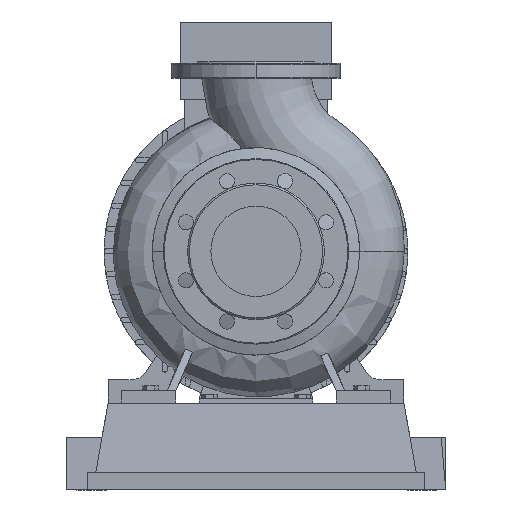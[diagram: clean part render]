
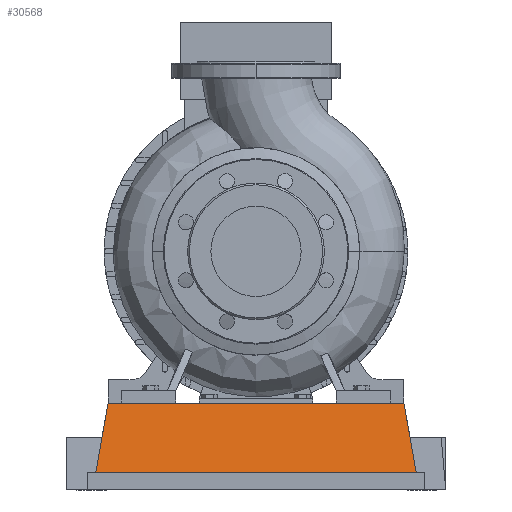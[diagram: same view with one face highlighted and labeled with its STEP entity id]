
A CAD part, left-side view. The second image highlights one B-rep face of the part: STEP entity #30568.
In plain terms, the highlighted planar face has unit normal (-0.985, 0, 0.174).
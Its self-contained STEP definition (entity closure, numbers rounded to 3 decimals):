
#28453=CARTESIAN_POINT('',(-77.5,-190.,20.6));
#28454=VERTEX_POINT('',#28453);
#28461=CARTESIAN_POINT('',(-77.5,190.0,20.6));
#28462=VERTEX_POINT('',#28461);
#28463=CARTESIAN_POINT('',(-77.5,-190.,20.6));
#28464=DIRECTION('',(0.0,1.0,0.0));
#28465=VECTOR('',#28464,380.0);
#28466=LINE('',#28463,#28465);
#28467=EDGE_CURVE('',#28454,#28462,#28466,.T.);
#30302=CARTESIAN_POINT('',(-62.971,-175.471,103.0));
#30303=VERTEX_POINT('',#30302);
#30310=CARTESIAN_POINT('',(-77.5,-190.,20.6));
#30311=DIRECTION('',(0.171,0.171,0.97));
#30312=VECTOR('',#30311,84.923);
#30313=LINE('',#30310,#30312);
#30314=EDGE_CURVE('',#28454,#30303,#30313,.T.);
#30545=CARTESIAN_POINT('',(-77.5,-190.,20.6));
#30546=DIRECTION('',(-0.985,0.,0.174));
#30547=DIRECTION('',(0.0,-1.0,0.0));
#30548=AXIS2_PLACEMENT_3D('',#30545,#30546,#30547);
#30549=PLANE('',#30548);
#30550=CARTESIAN_POINT('',(-62.971,175.471,103.0));
#30551=VERTEX_POINT('',#30550);
#30552=CARTESIAN_POINT('',(-62.971,-175.471,103.0));
#30553=DIRECTION('',(0.0,1.0,0.0));
#30554=VECTOR('',#30553,350.941);
#30555=LINE('',#30552,#30554);
#30556=EDGE_CURVE('',#30303,#30551,#30555,.T.);
#30557=ORIENTED_EDGE('',*,*,#30556,.T.);
#30558=CARTESIAN_POINT('',(-77.5,190.0,20.6));
#30559=DIRECTION('',(0.171,-0.171,0.97));
#30560=VECTOR('',#30559,84.923);
#30561=LINE('',#30558,#30560);
#30562=EDGE_CURVE('',#28462,#30551,#30561,.T.);
#30563=ORIENTED_EDGE('',*,*,#30562,.F.);
#30564=ORIENTED_EDGE('',*,*,#28467,.F.);
#30565=ORIENTED_EDGE('',*,*,#30314,.T.);
#30566=EDGE_LOOP('',(#30557,#30563,#30564,#30565));
#30567=FACE_OUTER_BOUND('',#30566,.T.);
#30568=ADVANCED_FACE('',(#30567),#30549,.T.);
